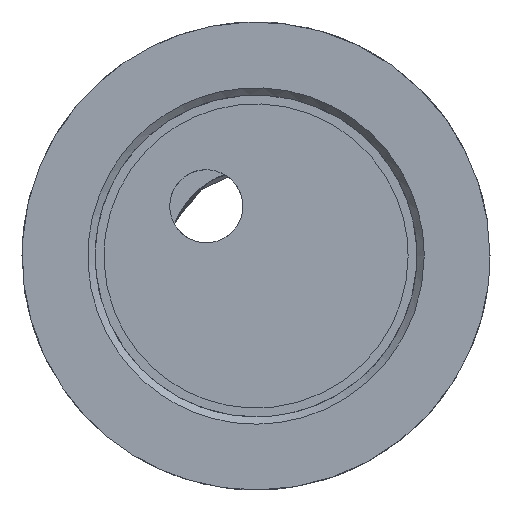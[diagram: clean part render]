
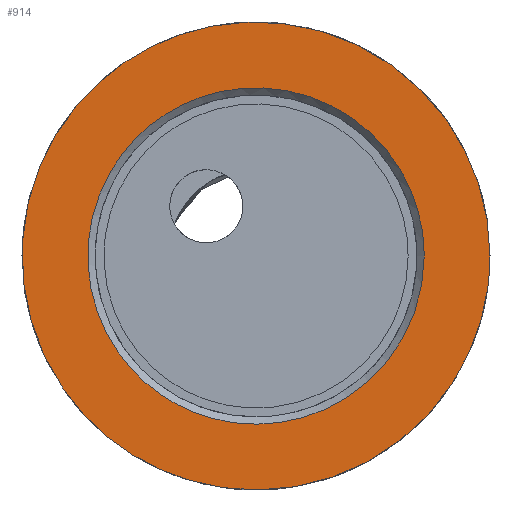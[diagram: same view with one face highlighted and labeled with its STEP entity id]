
A CAD part, left-side view. The second image highlights one B-rep face of the part: STEP entity #914.
In plain terms, the highlighted free-form (B-spline) face has degree [1, 1] with [2, 2] control points.
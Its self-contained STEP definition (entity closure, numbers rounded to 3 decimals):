
#559 = VERTEX_POINT('',#560);
#560 = CARTESIAN_POINT('',(15.106,16.354,
    -11.363));
#565 = EDGE_CURVE('',#559,#559,#566,.T.);
#566 = ( BOUNDED_CURVE() B_SPLINE_CURVE(2,(#567,#568,#569,#570,#571,#572
,#573),.UNSPECIFIED.,.T.,.F.) B_SPLINE_CURVE_WITH_KNOTS((1,2,2,2,2,1),(
    -2.094,0.,2.094,4.189,6.283,
8.378),.UNSPECIFIED.) CURVE() GEOMETRIC_REPRESENTATION_ITEM() 
RATIONAL_B_SPLINE_CURVE((1.,0.5,1.,0.5,1.,0.5,1.)) REPRESENTATION_ITEM(
  '') );
#567 = CARTESIAN_POINT('',(15.106,16.354,
    -11.363));
#568 = CARTESIAN_POINT('',(15.106,16.354,
    25.041));
#569 = CARTESIAN_POINT('',(15.106,47.881,
    6.839));
#570 = CARTESIAN_POINT('',(15.106,79.407,
    -11.363));
#571 = CARTESIAN_POINT('',(15.106,47.881,
    -29.564));
#572 = CARTESIAN_POINT('',(15.106,16.354,
    -47.766));
#573 = CARTESIAN_POINT('',(15.106,16.354,
    -11.363));
#914 = ADVANCED_FACE('',(#915,#918),#932,.T.);
#915 = FACE_BOUND('',#916,.T.);
#916 = EDGE_LOOP('',(#917));
#917 = ORIENTED_EDGE('',*,*,#565,.T.);
#918 = FACE_BOUND('',#919,.T.);
#919 = EDGE_LOOP('',(#920));
#920 = ORIENTED_EDGE('',*,*,#921,.T.);
#921 = EDGE_CURVE('',#922,#922,#924,.T.);
#922 = VERTEX_POINT('',#923);
#923 = CARTESIAN_POINT('',(15.106,22.265,
    -11.363));
#924 = ( BOUNDED_CURVE() B_SPLINE_CURVE(2,(#925,#926,#927,#928,#929,#930
,#931),.UNSPECIFIED.,.T.,.F.) B_SPLINE_CURVE_WITH_KNOTS((1,2,2,2,2,1),(
    -2.094,0.,2.094,4.189,6.283,
8.378),.UNSPECIFIED.) CURVE() GEOMETRIC_REPRESENTATION_ITEM() 
RATIONAL_B_SPLINE_CURVE((1.,0.5,1.,0.5,1.,0.5,1.)) REPRESENTATION_ITEM(
  '') );
#925 = CARTESIAN_POINT('',(15.106,22.265,
    -11.363));
#926 = CARTESIAN_POINT('',(15.106,22.265,
    -37.528));
#927 = CARTESIAN_POINT('',(15.106,44.925,
    -24.445));
#928 = CARTESIAN_POINT('',(15.106,67.584,
    -11.363));
#929 = CARTESIAN_POINT('',(15.106,44.925,
    1.72));
#930 = CARTESIAN_POINT('',(15.106,22.265,
    14.802));
#931 = CARTESIAN_POINT('',(15.106,22.265,
    -11.363));
#932 = B_SPLINE_SURFACE_WITH_KNOTS('',1,1,(
    (#933,#934)
    ,(#935,#936
    )),.UNSPECIFIED.,.F.,.F.,.F.,(2,2),(2,2),(-5.,27.),(-16.,16.),
  .PIECEWISE_BEZIER_KNOTS.);
#933 = CARTESIAN_POINT('',(15.106,58.389,
    -32.38));
#934 = CARTESIAN_POINT('',(15.106,58.389,
    9.655));
#935 = CARTESIAN_POINT('',(15.106,16.354,
    -32.38));
#936 = CARTESIAN_POINT('',(15.106,16.354,
    9.655));
